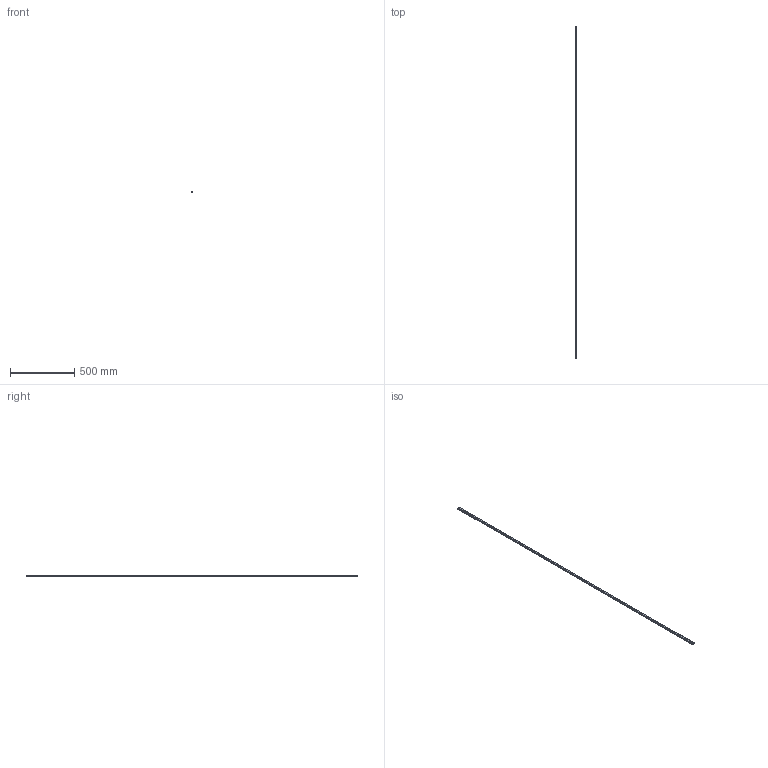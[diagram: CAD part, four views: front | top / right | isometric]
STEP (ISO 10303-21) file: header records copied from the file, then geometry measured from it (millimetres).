
FILE_DESCRIPTION(('STEP AP214'),'1');
FILE_NAME('cctmp_31D36E8A-1C88-477D-9B48-816F6FF0F73A_2021_02_03_11_36_58_0918..stp','2021-02-03T10:36:59',('HIWIN GmbH'),('CADClick - www.CADClick.com'),'Spatial InterOp 3D',' ','unknown authorization');
FILE_SCHEMA(('AUTOMOTIVE_DESIGN'));
Length unit declared in the file: millimetre
Products named in the file (1): EGR15U2580C_FILE
Bounding box: 15 x 2580 x 12.5 mm (x, y, z)
Volume: 410996.4 mm3; surface area: 157153.2 mm2
Topology: 1 solids, 1 shells, 533 faces, 1323 edges, 882 vertices
Faces by surface type: cylinder 276, plane 257
Entity records: 20489 total; most frequent: DIRECTION 3115, CARTESIAN_POINT 2739, ORIENTED_EDGE 2646, EDGE_CURVE 1323, AXIS2_PLACEMENT_3D 1258, VERTEX_POINT 882, EDGE_LOOP 623, LINE 599
